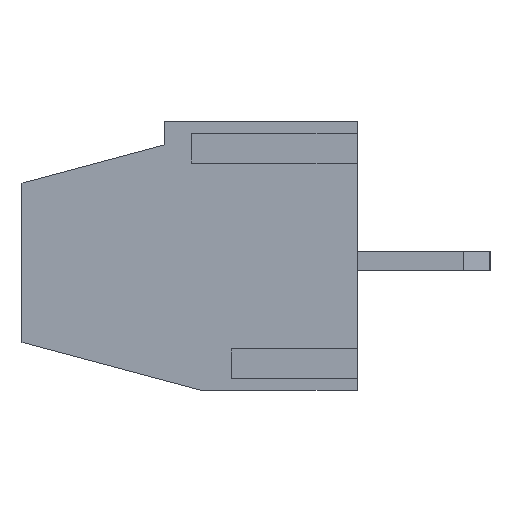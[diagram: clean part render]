
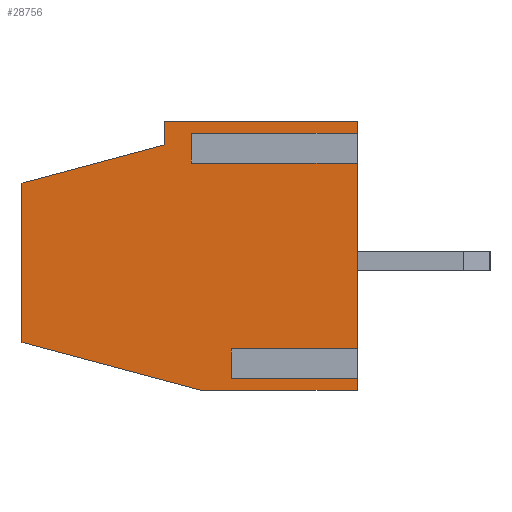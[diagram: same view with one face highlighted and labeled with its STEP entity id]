
A CAD part, left-side view. The second image highlights one B-rep face of the part: STEP entity #28756.
In plain terms, the highlighted planar face has unit normal (-1, 0, 0).
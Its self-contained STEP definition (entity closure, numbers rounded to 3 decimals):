
#30 = LINE ( 'NONE', #16479, #25066 ) ;
#270 = CARTESIAN_POINT ( 'NONE',  ( -2.5, 5., 3.132 ) ) ;
#385 = ORIENTED_EDGE ( 'NONE', *, *, #21653, .F. ) ;
#626 = CARTESIAN_POINT ( 'NONE',  ( -2.5, 0., 3.132 ) ) ;
#751 = VERTEX_POINT ( 'NONE', #6335 ) ;
#1575 = EDGE_CURVE ( 'NONE', #4466, #23467, #8534, .T. ) ;
#1963 = EDGE_CURVE ( 'NONE', #751, #4054, #3832, .T. ) ;
#2048 = ORIENTED_EDGE ( 'NONE', *, *, #6390, .T. ) ;
#2298 = VECTOR ( 'NONE', #5529, 1000. ) ;
#2466 = EDGE_CURVE ( 'NONE', #21842, #9163, #23229, .T. ) ;
#2644 = VERTEX_POINT ( 'NONE', #13083 ) ;
#2951 = DIRECTION ( 'NONE',  ( 0., 0., 1. ) ) ;
#3195 = LINE ( 'NONE', #23454, #14395 ) ;
#3832 = LINE ( 'NONE', #19406, #21620 ) ;
#3959 = CARTESIAN_POINT ( 'NONE',  ( -2.5, 10.1, 4.2 ) ) ;
#4054 = VERTEX_POINT ( 'NONE', #25261 ) ;
#4466 = VERTEX_POINT ( 'NONE', #25651 ) ;
#4660 = DIRECTION ( 'NONE',  ( 0., 0., 1. ) ) ;
#4885 = AXIS2_PLACEMENT_3D ( 'NONE', #5709, #12667, #7693 ) ;
#5149 = VECTOR ( 'NONE', #13109, 1000. ) ;
#5175 = CARTESIAN_POINT ( 'NONE',  ( -2.5, 5., 3.668 ) ) ;
#5460 = VERTEX_POINT ( 'NONE', #12490 ) ;
#5529 = DIRECTION ( 'NONE',  ( 0., 0., 1. ) ) ;
#5709 = CARTESIAN_POINT ( 'NONE',  ( -2.5, 10.1, 4.2 ) ) ;
#6070 = LINE ( 'NONE', #3959, #23678 ) ;
#6328 = CARTESIAN_POINT ( 'NONE',  ( -2.5, 3.8, -3.368 ) ) ;
#6335 = CARTESIAN_POINT ( 'NONE',  ( -2.5, 5.8, 3.5 ) ) ;
#6390 = EDGE_CURVE ( 'NONE', #2644, #11090, #30, .T. ) ;
#7693 = DIRECTION ( 'NONE',  ( 0., 0., -1. ) ) ;
#7827 = ORIENTED_EDGE ( 'NONE', *, *, #16539, .T. ) ;
#8534 = LINE ( 'NONE', #15231, #2298 ) ;
#8955 = VERTEX_POINT ( 'NONE', #12601 ) ;
#9163 = VERTEX_POINT ( 'NONE', #20068 ) ;
#9388 = ORIENTED_EDGE ( 'NONE', *, *, #18871, .T. ) ;
#9506 = VERTEX_POINT ( 'NONE', #18097 ) ;
#9714 = DIRECTION ( 'NONE',  ( 0., -1., 0. ) ) ;
#9804 = CARTESIAN_POINT ( 'NONE',  ( -2.5, 3.8, -2.832 ) ) ;
#9987 = CARTESIAN_POINT ( 'NONE',  ( -2.5, 0., 4.2 ) ) ;
#10120 = VECTOR ( 'NONE', #13316, 1000. ) ;
#11090 = VERTEX_POINT ( 'NONE', #9987 ) ;
#11152 = CARTESIAN_POINT ( 'NONE',  ( -2.5, 3.8, -2.832 ) ) ;
#11198 = ORIENTED_EDGE ( 'NONE', *, *, #17935, .F. ) ;
#11632 = CARTESIAN_POINT ( 'NONE',  ( -2.5, 3.8, -3.368 ) ) ;
#12357 = FACE_OUTER_BOUND ( 'NONE', #21268, .T. ) ;
#12490 = CARTESIAN_POINT ( 'NONE',  ( -2.5, 5., 3.132 ) ) ;
#12601 = CARTESIAN_POINT ( 'NONE',  ( -2.5, 10.1, 2.348 ) ) ;
#12602 = VECTOR ( 'NONE', #28165, 1000. ) ;
#12619 = CARTESIAN_POINT ( 'NONE',  ( -2.5, 10.1, 4.2 ) ) ;
#12659 = EDGE_CURVE ( 'NONE', #25111, #23467, #29574, .T. ) ;
#12667 = DIRECTION ( 'NONE',  ( 1., 0., 0. ) ) ;
#12744 = EDGE_CURVE ( 'NONE', #8955, #751, #24881, .T. ) ;
#12748 = DIRECTION ( 'NONE',  ( 0., -1., 0. ) ) ;
#13083 = CARTESIAN_POINT ( 'NONE',  ( -2.5, 0., 3.668 ) ) ;
#13109 = DIRECTION ( 'NONE',  ( 0., -0.966, 0.259 ) ) ;
#13316 = DIRECTION ( 'NONE',  ( 0., 0., 1. ) ) ;
#13590 = ORIENTED_EDGE ( 'NONE', *, *, #29048, .F. ) ;
#14105 = CARTESIAN_POINT ( 'NONE',  ( -2.5, 10.1, -2.452 ) ) ;
#14395 = VECTOR ( 'NONE', #9714, 1000. ) ;
#15111 = ORIENTED_EDGE ( 'NONE', *, *, #2466, .T. ) ;
#15231 = CARTESIAN_POINT ( 'NONE',  ( -2.5, 0., 4.2 ) ) ;
#15253 = CARTESIAN_POINT ( 'NONE',  ( -2.5, 10.1, 2.348 ) ) ;
#15629 = VERTEX_POINT ( 'NONE', #14105 ) ;
#15793 = ORIENTED_EDGE ( 'NONE', *, *, #12659, .F. ) ;
#16275 = LINE ( 'NONE', #270, #26138 ) ;
#16372 = VECTOR ( 'NONE', #27745, 1000. ) ;
#16479 = CARTESIAN_POINT ( 'NONE',  ( -2.5, 0., 4.2 ) ) ;
#16539 = EDGE_CURVE ( 'NONE', #25111, #21842, #26932, .T. ) ;
#16714 = ORIENTED_EDGE ( 'NONE', *, *, #20228, .T. ) ;
#16982 = EDGE_CURVE ( 'NONE', #29446, #5460, #25889, .T. ) ;
#17280 = DIRECTION ( 'NONE',  ( 0., 0., 1. ) ) ;
#17935 = EDGE_CURVE ( 'NONE', #9506, #15629, #24701, .T. ) ;
#18097 = CARTESIAN_POINT ( 'NONE',  ( -2.5, 4.697, -3.9 ) ) ;
#18871 = EDGE_CURVE ( 'NONE', #9506, #4466, #3195, .T. ) ;
#19239 = VECTOR ( 'NONE', #12748, 1000. ) ;
#19271 = VECTOR ( 'NONE', #2951, 1000. ) ;
#19406 = CARTESIAN_POINT ( 'NONE',  ( -2.5, 5.8, 3.5 ) ) ;
#19638 = ORIENTED_EDGE ( 'NONE', *, *, #20096, .T. ) ;
#19694 = LINE ( 'NONE', #29367, #19239 ) ;
#19735 = VECTOR ( 'NONE', #22765, 1000. ) ;
#20068 = CARTESIAN_POINT ( 'NONE',  ( -2.5, 0., -2.832 ) ) ;
#20096 = EDGE_CURVE ( 'NONE', #9163, #27119, #29684, .T. ) ;
#20228 = EDGE_CURVE ( 'NONE', #29446, #2644, #19694, .T. ) ;
#21058 = ORIENTED_EDGE ( 'NONE', *, *, #1575, .T. ) ;
#21251 = DIRECTION ( 'NONE',  ( 0., -1., 0. ) ) ;
#21268 = EDGE_LOOP ( 'NONE', ( #15793, #7827, #15111, #19638, #13590, #22974, #16714, #2048, #385, #24863, #25673, #26600, #11198, #9388, #21058 ) ) ;
#21620 = VECTOR ( 'NONE', #17280, 1000. ) ;
#21653 = EDGE_CURVE ( 'NONE', #4054, #11090, #6070, .T. ) ;
#21842 = VERTEX_POINT ( 'NONE', #9804 ) ;
#22525 = CARTESIAN_POINT ( 'NONE',  ( -2.5, 3.8, -3.368 ) ) ;
#22624 = DIRECTION ( 'NONE',  ( 0., -1., 0. ) ) ;
#22765 = DIRECTION ( 'NONE',  ( 0., 0., 1. ) ) ;
#22974 = ORIENTED_EDGE ( 'NONE', *, *, #16982, .F. ) ;
#23229 = LINE ( 'NONE', #11152, #16372 ) ;
#23454 = CARTESIAN_POINT ( 'NONE',  ( -2.5, 10.1, -3.9 ) ) ;
#23467 = VERTEX_POINT ( 'NONE', #25755 ) ;
#23656 = LINE ( 'NONE', #12619, #19271 ) ;
#23678 = VECTOR ( 'NONE', #26783, 1000. ) ;
#24701 = LINE ( 'NONE', #29097, #28355 ) ;
#24863 = ORIENTED_EDGE ( 'NONE', *, *, #1963, .F. ) ;
#24881 = LINE ( 'NONE', #15253, #5149 ) ;
#25066 = VECTOR ( 'NONE', #4660, 1000. ) ;
#25111 = VERTEX_POINT ( 'NONE', #11632 ) ;
#25261 = CARTESIAN_POINT ( 'NONE',  ( -2.5, 5.8, 4.2 ) ) ;
#25651 = CARTESIAN_POINT ( 'NONE',  ( -2.5, 0., -3.9 ) ) ;
#25663 = VECTOR ( 'NONE', #22624, 1000. ) ;
#25673 = ORIENTED_EDGE ( 'NONE', *, *, #12744, .F. ) ;
#25755 = CARTESIAN_POINT ( 'NONE',  ( -2.5, 0., -3.368 ) ) ;
#25889 = LINE ( 'NONE', #5175, #12602 ) ;
#26138 = VECTOR ( 'NONE', #21251, 1000. ) ;
#26594 = PLANE ( 'NONE',  #4885 ) ;
#26600 = ORIENTED_EDGE ( 'NONE', *, *, #26602, .F. ) ;
#26602 = EDGE_CURVE ( 'NONE', #15629, #8955, #23656, .T. ) ;
#26783 = DIRECTION ( 'NONE',  ( 0., -1., 0. ) ) ;
#26932 = LINE ( 'NONE', #22525, #10120 ) ;
#27119 = VERTEX_POINT ( 'NONE', #626 ) ;
#27437 = CARTESIAN_POINT ( 'NONE',  ( -2.5, 0., 4.2 ) ) ;
#27745 = DIRECTION ( 'NONE',  ( 0., -1., 0. ) ) ;
#28165 = DIRECTION ( 'NONE',  ( 0., 0., -1. ) ) ;
#28355 = VECTOR ( 'NONE', #29377, 1000. ) ;
#28756 = ADVANCED_FACE ( 'NONE', ( #12357 ), #26594, .F. ) ;
#29048 = EDGE_CURVE ( 'NONE', #5460, #27119, #16275, .T. ) ;
#29097 = CARTESIAN_POINT ( 'NONE',  ( -2.5, 10.1, -2.452 ) ) ;
#29367 = CARTESIAN_POINT ( 'NONE',  ( -2.5, 5., 3.668 ) ) ;
#29377 = DIRECTION ( 'NONE',  ( 0., 0.966, 0.259 ) ) ;
#29446 = VERTEX_POINT ( 'NONE', #29614 ) ;
#29574 = LINE ( 'NONE', #6328, #25663 ) ;
#29614 = CARTESIAN_POINT ( 'NONE',  ( -2.5, 5., 3.668 ) ) ;
#29684 = LINE ( 'NONE', #27437, #19735 ) ;
